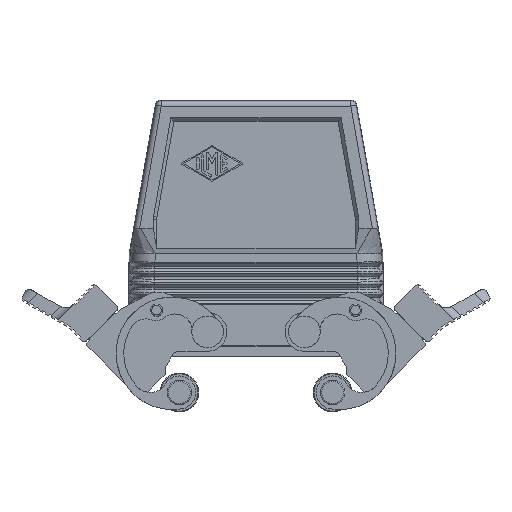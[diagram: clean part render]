
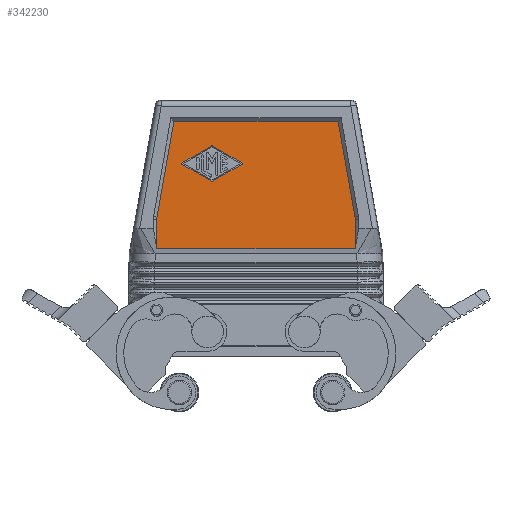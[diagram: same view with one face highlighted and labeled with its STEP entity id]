
A CAD part, left-side view. The second image highlights one B-rep face of the part: STEP entity #342230.
In plain terms, the highlighted planar face has unit normal (-1, 0, 0).
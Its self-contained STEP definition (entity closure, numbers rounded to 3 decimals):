
#174970=CARTESIAN_POINT('',(74.12,-0.695,
36.859));
#174980=VERTEX_POINT('',#174970);
#175160=CARTESIAN_POINT('',(74.12,-0.759,
36.123));
#175170=VERTEX_POINT('',#175160);
#175200=CARTESIAN_POINT('',(74.12,7.729,
35.752));
#175210=DIRECTION('',(1.,0.,0.));
#175220=DIRECTION('',(0.,0.996,-0.087));
#175230=AXIS2_PLACEMENT_3D('',#175200,#175210,#175220);
#175240=ELLIPSE('',#175230,8.504,6.002);
#175250=EDGE_CURVE('',#174980,#175170,#175240,.T.);
#196600=CARTESIAN_POINT('',(74.12,-0.759,
27.871));
#196610=VERTEX_POINT('',#196600);
#196640=CARTESIAN_POINT('',(74.12,-0.759,
34.229));
#196650=DIRECTION('',(0.,0.,1.));
#196660=VECTOR('',#196650,1.);
#196670=LINE('',#196640,#196660);
#196680=EDGE_CURVE('',#196610,#175170,#196670,.T.);
#250830=CARTESIAN_POINT('',(74.12,-1.158,
34.229));
#250840=DIRECTION('',(0.,0.174,0.985));
#250850=VECTOR('',#250840,1.);
#250860=LINE('',#250830,#250850);
#250870=CARTESIAN_POINT('',(74.12,4.087,
64.));
#250880=VERTEX_POINT('',#250870);
#250890=EDGE_CURVE('',#174980,#250880,#250860,.T.);
#339710=CARTESIAN_POINT('',(74.12,25.163,
64.));
#339720=DIRECTION('',(0.,1.,0.));
#339730=VECTOR('',#339720,1.);
#339740=LINE('',#339710,#339730);
#339750=CARTESIAN_POINT('',(74.12,50.734,
64.));
#339760=VERTEX_POINT('',#339750);
#339770=EDGE_CURVE('',#250880,#339760,#339740,.T.);
#340090=CARTESIAN_POINT('',(74.12,55.979,
34.229));
#340100=DIRECTION('',(0.,-0.174,0.985));
#340110=VECTOR('',#340100,1.);
#340120=LINE('',#340090,#340110);
#340130=CARTESIAN_POINT('',(74.12,55.515,
36.865));
#340140=VERTEX_POINT('',#340130);
#340150=EDGE_CURVE('',#340140,#339760,#340120,.T.);
#340850=CARTESIAN_POINT('',(74.12,55.579,
34.229));
#340860=DIRECTION('',(0.,-0.,1.));
#340870=VECTOR('',#340860,1.);
#340880=LINE('',#340850,#340870);
#340890=CARTESIAN_POINT('',(74.12,55.579,
27.871));
#340900=VERTEX_POINT('',#340890);
#340910=CARTESIAN_POINT('',(74.12,55.579,
36.129));
#340920=VERTEX_POINT('',#340910);
#340930=EDGE_CURVE('',#340900,#340920,#340880,.T.);
#341270=CARTESIAN_POINT('',(74.12,54.827,
50.993));
#341280=DIRECTION('',(1.,0.,0.));
#341290=DIRECTION('',(0.,1.,0.));
#341300=AXIS2_PLACEMENT_3D('',#341270,#341280,#341290);
#341310=PLANE('',#341300);
#341320=ORIENTED_EDGE('',*,*,#340930,.F.);
#341330=CARTESIAN_POINT('',(74.12,47.091,
35.758));
#341340=DIRECTION('',(1.,0.,0.));
#341350=DIRECTION('',(0.,0.996,0.087));
#341360=AXIS2_PLACEMENT_3D('',#341330,#341340,#341350);
#341370=ELLIPSE('',#341360,8.504,6.002);
#341380=EDGE_CURVE('',#340920,#340140,#341370,.T.);
#341390=ORIENTED_EDGE('',*,*,#341380,.F.);
#341400=ORIENTED_EDGE('',*,*,#340150,.F.);
#341410=ORIENTED_EDGE('',*,*,#339770,.T.);
#341420=ORIENTED_EDGE('',*,*,#250890,.T.);
#341430=ORIENTED_EDGE('',*,*,#175250,.F.);
#341440=ORIENTED_EDGE('',*,*,#196680,.T.);
#341450=CARTESIAN_POINT('',(74.12,25.163,
27.871));
#341460=DIRECTION('',(0.,1.,0.));
#341470=VECTOR('',#341460,1.);
#341480=LINE('',#341450,#341470);
#341490=EDGE_CURVE('',#196610,#340900,#341480,.T.);
#341500=ORIENTED_EDGE('',*,*,#341490,.F.);
#341510=EDGE_LOOP('',(#341500,#341440,#341430,#341420,#341410,#341400,
#341390,#341320));
#341520=FACE_OUTER_BOUND('',#341510,.T.);
#341530=CARTESIAN_POINT('',(74.12,25.163,
48.623));
#341540=DIRECTION('',(0.,0.868,0.496));
#341550=VECTOR('',#341540,1.);
#341560=LINE('',#341530,#341550);
#341570=CARTESIAN_POINT('',(74.12,31.324,
52.145));
#341580=VERTEX_POINT('',#341570);
#341590=CARTESIAN_POINT('',(74.12,39.74,
56.956));
#341600=VERTEX_POINT('',#341590);
#341610=EDGE_CURVE('',#341580,#341600,#341560,.T.);
#341620=ORIENTED_EDGE('',*,*,#341610,.F.);
#341630=CARTESIAN_POINT('',(74.12,39.906,56.666));
#341640=DIRECTION('',(-1.,0.,0.));
#341650=DIRECTION('',(0.,-1.,0.));
#341660=AXIS2_PLACEMENT_3D('',#341630,#341640,#341650);
#341670=CIRCLE('',#341660,0.333);
#341680=CARTESIAN_POINT('',(74.12,40.071,
56.956));
#341690=VERTEX_POINT('',#341680);
#341700=EDGE_CURVE('',#341600,#341690,#341670,.T.);
#341710=ORIENTED_EDGE('',*,*,#341700,.F.);
#341720=CARTESIAN_POINT('',(74.12,25.163,
65.477));
#341730=DIRECTION('',(0.,0.868,-0.496));
#341740=VECTOR('',#341730,1.);
#341750=LINE('',#341720,#341740);
#341760=CARTESIAN_POINT('',(74.12,48.487,
52.145));
#341770=VERTEX_POINT('',#341760);
#341780=EDGE_CURVE('',#341690,#341770,#341750,.T.);
#341790=ORIENTED_EDGE('',*,*,#341780,.F.);
#341800=CARTESIAN_POINT('',(74.12,48.405,52.));
#341810=DIRECTION('',(-1.,0.,0.));
#341820=DIRECTION('',(0.,-1.,0.));
#341830=AXIS2_PLACEMENT_3D('',#341800,#341810,#341820);
#341840=CIRCLE('',#341830,0.167);
#341850=CARTESIAN_POINT('',(74.12,48.487,
51.855));
#341860=VERTEX_POINT('',#341850);
#341870=EDGE_CURVE('',#341770,#341860,#341840,.T.);
#341880=ORIENTED_EDGE('',*,*,#341870,.F.);
#341890=CARTESIAN_POINT('',(74.12,25.163,
38.523));
#341900=DIRECTION('',(0.,-0.868,-0.496));
#341910=VECTOR('',#341900,1.);
#341920=LINE('',#341890,#341910);
#341930=CARTESIAN_POINT('',(74.12,40.071,
47.044));
#341940=VERTEX_POINT('',#341930);
#341950=EDGE_CURVE('',#341860,#341940,#341920,.T.);
#341960=ORIENTED_EDGE('',*,*,#341950,.F.);
#341970=CARTESIAN_POINT('',(74.12,39.906,47.334));
#341980=DIRECTION('',(-1.,0.,0.));
#341990=DIRECTION('',(0.,-1.,0.));
#342000=AXIS2_PLACEMENT_3D('',#341970,#341980,#341990);
#342010=CIRCLE('',#342000,0.333);
#342020=CARTESIAN_POINT('',(74.12,39.74,
47.044));
#342030=VERTEX_POINT('',#342020);
#342040=EDGE_CURVE('',#341940,#342030,#342010,.T.);
#342050=ORIENTED_EDGE('',*,*,#342040,.F.);
#342060=CARTESIAN_POINT('',(74.12,25.163,
55.377));
#342070=DIRECTION('',(0.,-0.868,0.496));
#342080=VECTOR('',#342070,1.);
#342090=LINE('',#342060,#342080);
#342100=CARTESIAN_POINT('',(74.12,31.324,
51.855));
#342110=VERTEX_POINT('',#342100);
#342120=EDGE_CURVE('',#342030,#342110,#342090,.T.);
#342130=ORIENTED_EDGE('',*,*,#342120,.F.);
#342140=CARTESIAN_POINT('',(74.12,31.407,52.));
#342150=DIRECTION('',(-1.,0.,0.));
#342160=DIRECTION('',(0.,-1.,0.));
#342170=AXIS2_PLACEMENT_3D('',#342140,#342150,#342160);
#342180=CIRCLE('',#342170,0.167);
#342190=EDGE_CURVE('',#342110,#341580,#342180,.T.);
#342200=ORIENTED_EDGE('',*,*,#342190,.F.);
#342210=EDGE_LOOP('',(#342200,#342130,#342050,#341960,#341880,#341790,
#341710,#341620));
#342220=FACE_BOUND('',#342210,.T.);
#342230=ADVANCED_FACE('',(#341520,#342220),#341310,.F.);
